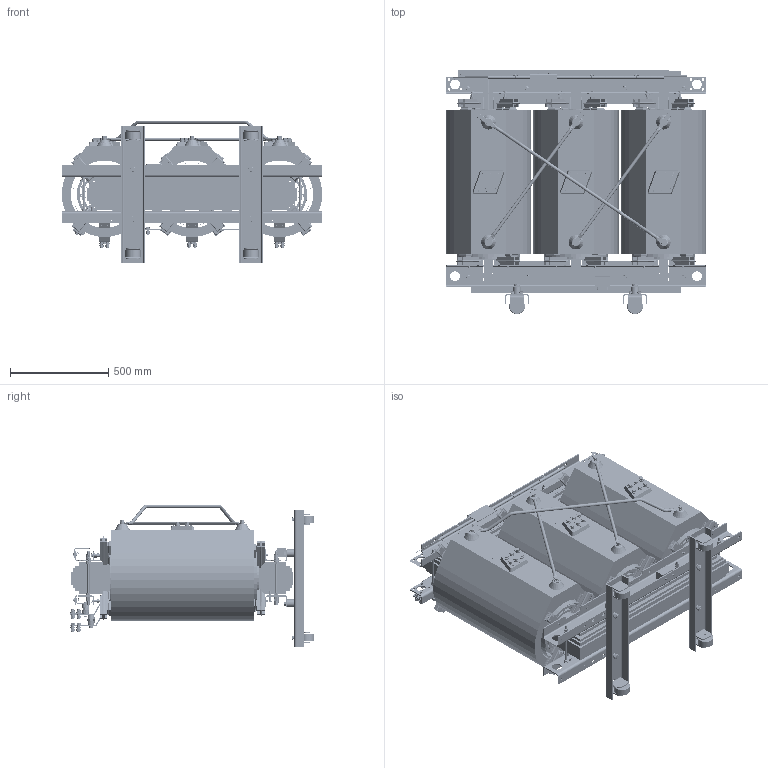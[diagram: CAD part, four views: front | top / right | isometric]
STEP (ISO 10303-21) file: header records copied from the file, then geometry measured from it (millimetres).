
FILE_DESCRIPTION (( 'STEP AP214' ), '1' );
FILE_NAME ('ﾒﾋﾑ-400 ﾄ.Y (ﾀ) Uk=6%.STEP', '2023-06-08T07:35:27', ( '' ), ( '' ), 'SwSTEP 2.0', 'SolidWorks 2010', '' );
FILE_SCHEMA (( 'AUTOMOTIVE_DESIGN' ));
Length unit declared in the file: millimetre
Products named in the file (1): ﾒﾋﾑ-400 ﾄ.Y (ﾀ) Uk=6%
Bounding box: 1324.44 x 1243.74 x 726 mm (x, y, z)
Surface area: 24808432.3 mm2 (no closed solid volume)
Topology: 0 solids, 1113 shells, 5570 faces, 41756 edges, 36499 vertices
Faces by surface type: plane 3527, cylinder 1635, cone 360, bspline 26, torus 22
Entity records: 460628 total; most frequent: CARTESIAN_POINT 103808, DIRECTION 56094, ORIENTED_EDGE 49812, EDGE_CURVE 41756, VERTEX_POINT 36499, VECTOR 33522, LINE 33522, AXIS2_PLACEMENT_3D 11286
